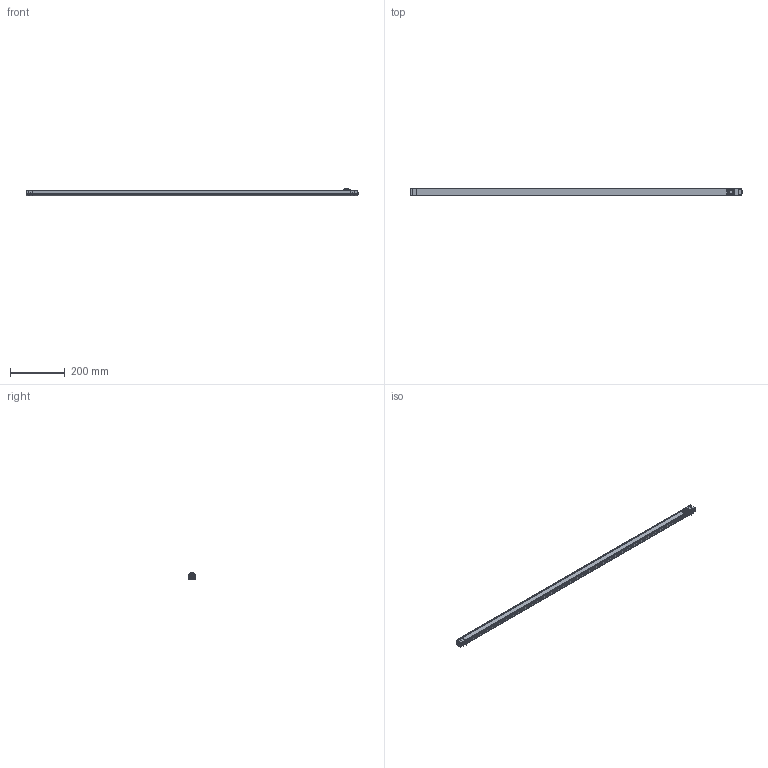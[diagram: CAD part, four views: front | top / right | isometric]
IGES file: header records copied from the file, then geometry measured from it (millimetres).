
Start section:  PTC IGES file: 157185.igs
Global section: file name: 157185.igs; native system: Creo Parametric by PTC Inc.; preprocessor: 2018300; author: pdmadmin; organization: Unknown; date: 20181220.132524; units: millimetre
Bounding box: 1211.42 x 29.12 x 29.17 mm (x, y, z)
Volume: 270091.3 mm3; surface area: 1607056.6 mm2
Topology: 28 solids, 33 shells, 4506 faces, 23102 edges, 29046 vertices
Faces by surface type: bspline 2414, revolution 2012, extrusion 80
